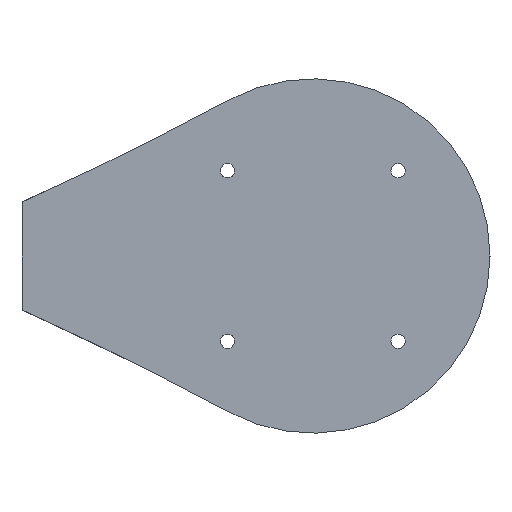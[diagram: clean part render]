
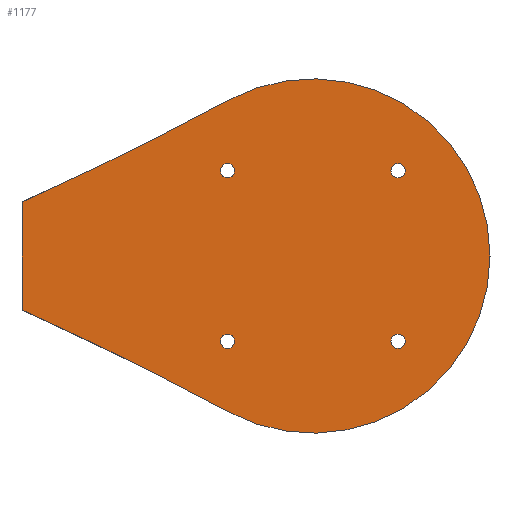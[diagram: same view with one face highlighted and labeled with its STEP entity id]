
A CAD part, left-side view. The second image highlights one B-rep face of the part: STEP entity #1177.
In plain terms, the highlighted planar face has unit normal (-1, 0, 0).
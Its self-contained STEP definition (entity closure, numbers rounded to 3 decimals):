
#36=FACE_BOUND('',#190,.T.);
#37=FACE_BOUND('',#191,.T.);
#38=FACE_BOUND('',#192,.T.);
#39=FACE_BOUND('',#193,.T.);
#82=PLANE('',#1299);
#117=FACE_OUTER_BOUND('',#189,.T.);
#189=EDGE_LOOP('',(#880,#881,#882,#883));
#190=EDGE_LOOP('',(#884));
#191=EDGE_LOOP('',(#885));
#192=EDGE_LOOP('',(#886));
#193=EDGE_LOOP('',(#887));
#278=LINE('',#1993,#354);
#354=VECTOR('',#1501,10.);
#435=CIRCLE('',#1292,500.);
#436=CIRCLE('',#1294,500.);
#439=CIRCLE('',#1300,27.9);
#440=CIRCLE('',#1301,1.125);
#441=CIRCLE('',#1302,1.125);
#442=CIRCLE('',#1303,1.125);
#443=CIRCLE('',#1304,1.125);
#528=VERTEX_POINT('',#1991);
#529=VERTEX_POINT('',#1992);
#531=VERTEX_POINT('',#2000);
#532=VERTEX_POINT('',#2004);
#536=VERTEX_POINT('',#2019);
#537=VERTEX_POINT('',#2021);
#538=VERTEX_POINT('',#2023);
#539=VERTEX_POINT('',#2025);
#653=EDGE_CURVE('',#528,#529,#278,.T.);
#659=EDGE_CURVE('',#531,#529,#435,.T.);
#660=EDGE_CURVE('',#528,#532,#436,.T.);
#667=EDGE_CURVE('',#532,#531,#439,.T.);
#668=EDGE_CURVE('',#536,#536,#440,.T.);
#669=EDGE_CURVE('',#537,#537,#441,.T.);
#670=EDGE_CURVE('',#538,#538,#442,.T.);
#671=EDGE_CURVE('',#539,#539,#443,.T.);
#880=ORIENTED_EDGE('',*,*,#653,.T.);
#881=ORIENTED_EDGE('',*,*,#659,.F.);
#882=ORIENTED_EDGE('',*,*,#667,.F.);
#883=ORIENTED_EDGE('',*,*,#660,.F.);
#884=ORIENTED_EDGE('',*,*,#668,.F.);
#885=ORIENTED_EDGE('',*,*,#669,.F.);
#886=ORIENTED_EDGE('',*,*,#670,.F.);
#887=ORIENTED_EDGE('',*,*,#671,.F.);
#1177=ADVANCED_FACE('',(#117,#36,#37,#38,#39),#82,.F.);
#1292=AXIS2_PLACEMENT_3D('',#2002,#1509,#1510);
#1294=AXIS2_PLACEMENT_3D('',#2005,#1513,#1514);
#1299=AXIS2_PLACEMENT_3D('',#2017,#1527,#1528);
#1300=AXIS2_PLACEMENT_3D('',#2018,#1529,#1530);
#1301=AXIS2_PLACEMENT_3D('',#2020,#1531,#1532);
#1302=AXIS2_PLACEMENT_3D('',#2022,#1533,#1534);
#1303=AXIS2_PLACEMENT_3D('',#2024,#1535,#1536);
#1304=AXIS2_PLACEMENT_3D('',#2026,#1537,#1538);
#1501=DIRECTION('',(0.,0.,-1.));
#1509=DIRECTION('center_axis',(-1.,0.,0.));
#1510=DIRECTION('ref_axis',(0.,-0.474,0.88));
#1513=DIRECTION('center_axis',(-1.,0.,0.));
#1514=DIRECTION('ref_axis',(0.,-0.474,-0.88));
#1527=DIRECTION('center_axis',(1.,0.,0.));
#1528=DIRECTION('ref_axis',(0.,1.,0.));
#1529=DIRECTION('center_axis',(1.,0.,0.));
#1530=DIRECTION('ref_axis',(0.,1.,0.));
#1531=DIRECTION('center_axis',(-1.,0.,0.));
#1532=DIRECTION('ref_axis',(0.,1.,0.));
#1533=DIRECTION('center_axis',(-1.,0.,0.));
#1534=DIRECTION('ref_axis',(0.,1.,0.));
#1535=DIRECTION('center_axis',(-1.,0.,0.));
#1536=DIRECTION('ref_axis',(0.,1.,0.));
#1537=DIRECTION('center_axis',(-1.,0.,0.));
#1538=DIRECTION('ref_axis',(0.,1.,0.));
#1991=CARTESIAN_POINT('',(-22.5,10.794,-107.485));
#1992=CARTESIAN_POINT('',(-22.5,10.794,-124.515));
#1993=CARTESIAN_POINT('',(-22.5,10.794,-120.));
#2000=CARTESIAN_POINT('',(-22.5,-21.766,-140.562));
#2002=CARTESIAN_POINT('Origin',(-22.5,215.401,-580.734));
#2004=CARTESIAN_POINT('',(-22.5,-21.766,-91.438));
#2005=CARTESIAN_POINT('Origin',(-22.5,215.401,348.734));
#2017=CARTESIAN_POINT('Origin',(-22.5,-35.,-116.));
#2018=CARTESIAN_POINT('Origin',(-22.5,-35.,-116.));
#2019=CARTESIAN_POINT('',(-22.5,-49.56,-102.565));
#2020=CARTESIAN_POINT('Origin',(-22.5,-48.435,-102.565));
#2021=CARTESIAN_POINT('',(-22.5,-22.69,-102.565));
#2022=CARTESIAN_POINT('Origin',(-22.5,-21.565,-102.565));
#2023=CARTESIAN_POINT('',(-22.5,-49.56,-129.435));
#2024=CARTESIAN_POINT('Origin',(-22.5,-48.435,-129.435));
#2025=CARTESIAN_POINT('',(-22.5,-22.69,-129.435));
#2026=CARTESIAN_POINT('Origin',(-22.5,-21.565,-129.435));
